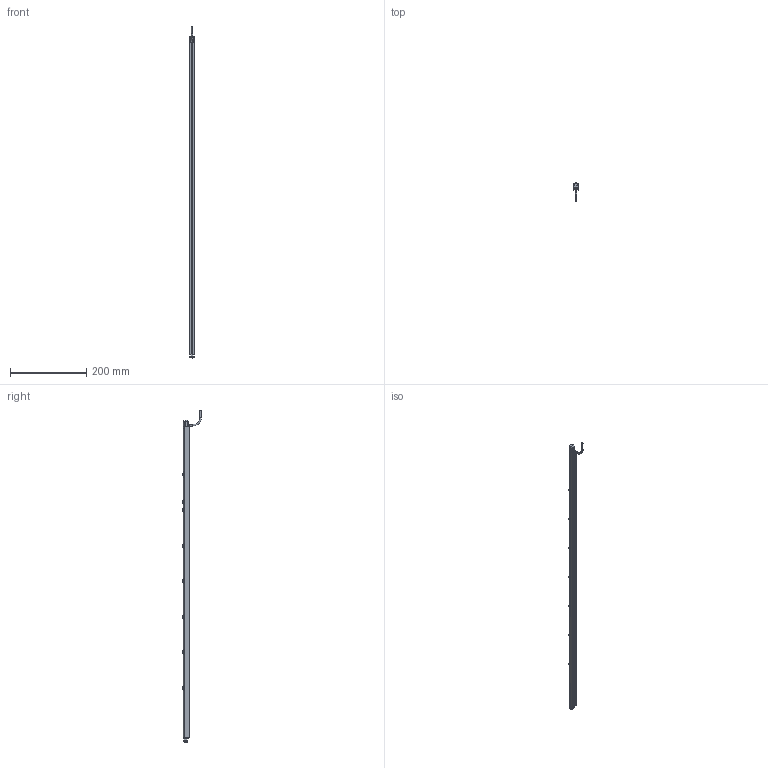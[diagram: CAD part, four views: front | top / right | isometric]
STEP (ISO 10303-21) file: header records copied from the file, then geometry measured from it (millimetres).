
FILE_DESCRIPTION((''),'2;1');
FILE_NAME('241820_SM01_ASM','2024-05-29T15:13:10',('banengservice'),('BANNER ENGINEERING'),'CREO PARAMETRIC BY PTC INC, 2022414','CREO PARAMETRIC BY PTC INC, 2022414','');
FILE_SCHEMA(('CONFIG_CONTROL_DESIGN'));
Products named in the file (2): 241820_EP01; 241820_SM01_ASM
Assembly tree (1 placements, depth 2):
  241820_SM01_ASM
    241820_EP01
Bounding box: 12 x 49.1 x 869.2 mm (x, y, z)
Volume: 134895.2 mm3; surface area: 62044.7 mm2
Topology: 2 solids, 2 shells, 1479 faces, 3991 edges, 2446 vertices
Faces by surface type: bspline 560, plane 451, cylinder 281, cone 85, sphere 34, revolution 28, torus 24, extrusion 16
Entity records: 101014 total; most frequent: CARTESIAN_POINT 69417, ORIENTED_EDGE 7922, DIRECTION 4690, EDGE_CURVE 3961, VERTEX_POINT 2446, B_SPLINE_CURVE_WITH_KNOTS 1897, AXIS2_PLACEMENT_3D 1660, EDGE_LOOP 1523
